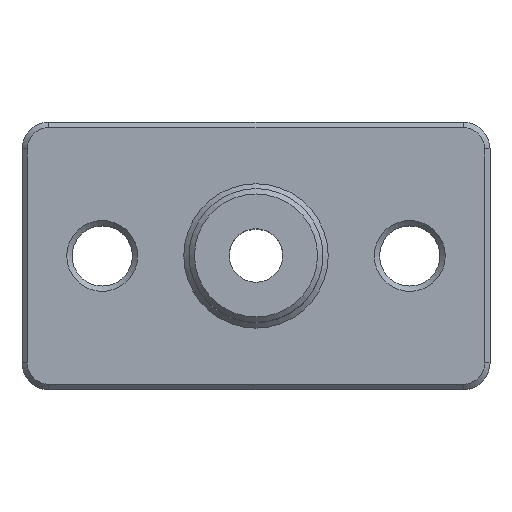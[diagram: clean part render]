
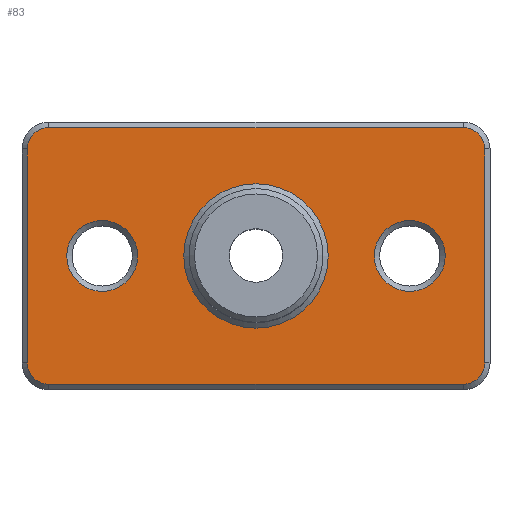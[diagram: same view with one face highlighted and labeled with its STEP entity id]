
A CAD part, top view. The second image highlights one B-rep face of the part: STEP entity #83.
In plain terms, the highlighted planar face has unit normal (0, 0, 1).
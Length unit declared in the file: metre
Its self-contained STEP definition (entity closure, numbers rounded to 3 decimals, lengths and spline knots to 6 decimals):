
#83 = ADVANCED_FACE( '', ( #174, #175, #176, #177 ), #178, .T. );
#174 = FACE_OUTER_BOUND( '', #268, .T. );
#175 = FACE_BOUND( '', #269, .T. );
#176 = FACE_BOUND( '', #270, .T. );
#177 = FACE_BOUND( '', #271, .T. );
#178 = PLANE( '', #272 );
#268 = EDGE_LOOP( '', ( #515, #516, #517, #518, #519, #520, #521, #522 ) );
#269 = EDGE_LOOP( '', ( #523 ) );
#270 = EDGE_LOOP( '', ( #524 ) );
#271 = EDGE_LOOP( '', ( #525 ) );
#272 = AXIS2_PLACEMENT_3D( '', #526, #527, #528 );
#515 = ORIENTED_EDGE( '', *, *, #571, .T. );
#516 = ORIENTED_EDGE( '', *, *, #573, .T. );
#517 = ORIENTED_EDGE( '', *, *, #577, .T. );
#518 = ORIENTED_EDGE( '', *, *, #582, .T. );
#519 = ORIENTED_EDGE( '', *, *, #585, .T. );
#520 = ORIENTED_EDGE( '', *, *, #584, .T. );
#521 = ORIENTED_EDGE( '', *, *, #580, .T. );
#522 = ORIENTED_EDGE( '', *, *, #575, .T. );
#523 = ORIENTED_EDGE( '', *, *, #586, .T. );
#524 = ORIENTED_EDGE( '', *, *, #529, .T. );
#525 = ORIENTED_EDGE( '', *, *, #588, .T. );
#526 = CARTESIAN_POINT( '', ( 0., 0., 0. ) );
#527 = DIRECTION( '', ( 0., 0., 1. ) );
#528 = DIRECTION( '', ( 1., 0., 0. ) );
#529 = EDGE_CURVE( '', #600, #600, #601, .F. );
#571 = EDGE_CURVE( '', #674, #677, #679, .T. );
#573 = EDGE_CURVE( '', #677, #680, #682, .T. );
#575 = EDGE_CURVE( '', #683, #674, #685, .T. );
#577 = EDGE_CURVE( '', #680, #686, #688, .T. );
#580 = EDGE_CURVE( '', #690, #683, #692, .T. );
#582 = EDGE_CURVE( '', #686, #693, #695, .T. );
#584 = EDGE_CURVE( '', #696, #690, #698, .T. );
#585 = EDGE_CURVE( '', #693, #696, #699, .T. );
#586 = EDGE_CURVE( '', #700, #700, #701, .F. );
#588 = EDGE_CURVE( '', #704, #704, #705, .F. );
#600 = VERTEX_POINT( '', #718 );
#601 = CIRCLE( '', #719, 0.00265 );
#674 = VERTEX_POINT( '', #808 );
#677 = VERTEX_POINT( '', #813 );
#679 = LINE( '', #816, #817 );
#680 = VERTEX_POINT( '', #818 );
#682 = CIRCLE( '', #821, 0.0016 );
#683 = VERTEX_POINT( '', #822 );
#685 = CIRCLE( '', #825, 0.0016 );
#686 = VERTEX_POINT( '', #826 );
#688 = LINE( '', #829, #830 );
#690 = VERTEX_POINT( '', #833 );
#692 = LINE( '', #836, #837 );
#693 = VERTEX_POINT( '', #838 );
#695 = CIRCLE( '', #841, 0.0016 );
#696 = VERTEX_POINT( '', #842 );
#698 = CIRCLE( '', #845, 0.0016 );
#699 = LINE( '', #846, #847 );
#700 = VERTEX_POINT( '', #848 );
#701 = CIRCLE( '', #849, 0.0054 );
#704 = VERTEX_POINT( '', #852 );
#705 = CIRCLE( '', #853, 0.00265 );
#718 = CARTESIAN_POINT( '', ( 0.01415, 0., 0. ) );
#719 = AXIS2_PLACEMENT_3D( '', #876, #877, #878 );
#808 = CARTESIAN_POINT( '', ( -0.0171, 0.008, 0. ) );
#813 = CARTESIAN_POINT( '', ( -0.0171, -0.008, 0. ) );
#816 = CARTESIAN_POINT( '', ( -0.0171, 0., 0. ) );
#817 = VECTOR( '', #964, 1. );
#818 = CARTESIAN_POINT( '', ( -0.0155, -0.0096, 0. ) );
#821 = AXIS2_PLACEMENT_3D( '', #966, #967, #968 );
#822 = CARTESIAN_POINT( '', ( -0.0155, 0.0096, 0. ) );
#825 = AXIS2_PLACEMENT_3D( '', #970, #971, #972 );
#826 = CARTESIAN_POINT( '', ( 0.0155, -0.0096, 0. ) );
#829 = CARTESIAN_POINT( '', ( 0.0155, -0.0096, 0. ) );
#830 = VECTOR( '', #974, 1. );
#833 = CARTESIAN_POINT( '', ( 0.0155, 0.0096, 0. ) );
#836 = CARTESIAN_POINT( '', ( 0., 0.0096, 0. ) );
#837 = VECTOR( '', #977, 1. );
#838 = CARTESIAN_POINT( '', ( 0.0171, -0.008, 0. ) );
#841 = AXIS2_PLACEMENT_3D( '', #979, #980, #981 );
#842 = CARTESIAN_POINT( '', ( 0.0171, 0.008, 0. ) );
#845 = AXIS2_PLACEMENT_3D( '', #983, #984, #985 );
#846 = CARTESIAN_POINT( '', ( 0.0171, 0.008, 0. ) );
#847 = VECTOR( '', #986, 1. );
#848 = CARTESIAN_POINT( '', ( 0.0054, 0., 0. ) );
#849 = AXIS2_PLACEMENT_3D( '', #987, #988, #989 );
#852 = CARTESIAN_POINT( '', ( -0.00885, 0., 0. ) );
#853 = AXIS2_PLACEMENT_3D( '', #993, #994, #995 );
#876 = CARTESIAN_POINT( '', ( 0.0115, 0., 0. ) );
#877 = DIRECTION( '', ( 0., 0., 1. ) );
#878 = DIRECTION( '', ( 1., 0., 0. ) );
#964 = DIRECTION( '', ( 0., -1., 0. ) );
#966 = CARTESIAN_POINT( '', ( -0.0155, -0.008, 0. ) );
#967 = DIRECTION( '', ( 0., 0., 1. ) );
#968 = DIRECTION( '', ( 1., 0., 0. ) );
#970 = CARTESIAN_POINT( '', ( -0.0155, 0.008, 0. ) );
#971 = DIRECTION( '', ( 0., 0., 1. ) );
#972 = DIRECTION( '', ( 1., 0., 0. ) );
#974 = DIRECTION( '', ( 1., 0., 0. ) );
#977 = DIRECTION( '', ( -1., 0., 0. ) );
#979 = CARTESIAN_POINT( '', ( 0.0155, -0.008, 0. ) );
#980 = DIRECTION( '', ( 0., 0., 1. ) );
#981 = DIRECTION( '', ( 1., 0., 0. ) );
#983 = CARTESIAN_POINT( '', ( 0.0155, 0.008, 0. ) );
#984 = DIRECTION( '', ( 0., 0., 1. ) );
#985 = DIRECTION( '', ( 1., 0., 0. ) );
#986 = DIRECTION( '', ( 0., 1., 0. ) );
#987 = CARTESIAN_POINT( '', ( 0., 0., 0. ) );
#988 = DIRECTION( '', ( 0., 0., 1. ) );
#989 = DIRECTION( '', ( 1., 0., 0. ) );
#993 = CARTESIAN_POINT( '', ( -0.0115, 0., 0. ) );
#994 = DIRECTION( '', ( 0., 0., 1. ) );
#995 = DIRECTION( '', ( 1., 0., 0. ) );
